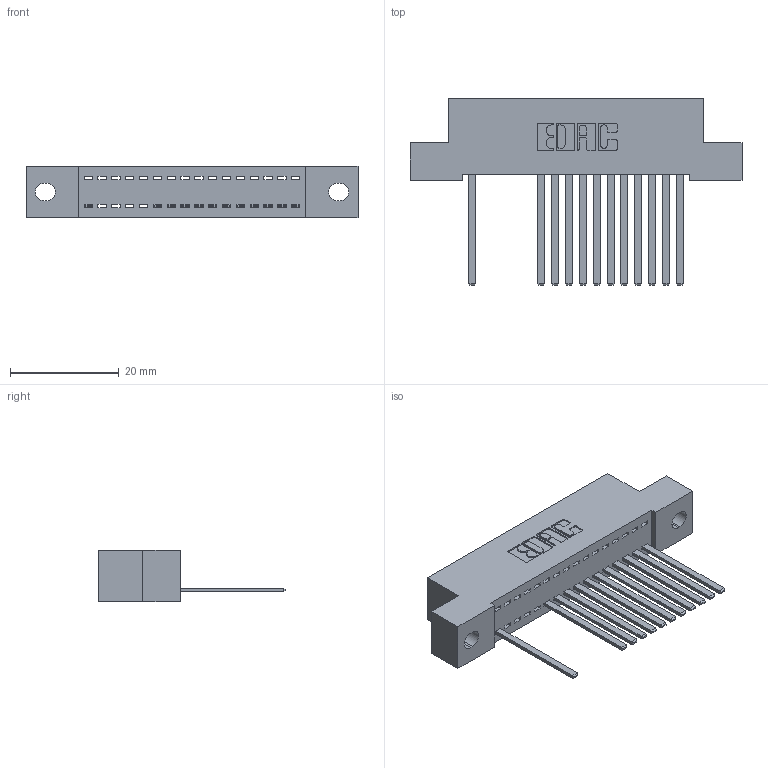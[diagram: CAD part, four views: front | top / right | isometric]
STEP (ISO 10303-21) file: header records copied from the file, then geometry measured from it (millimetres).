
FILE_DESCRIPTION (( 'STEP AP203' ), '1' );
FILE_NAME ('392-016-544-102.STEP', '2018-08-15T02:14:00', ( '' ), ( '' ), 'SwSTEP 2.0', 'SolidWorks 2016', '' );
FILE_SCHEMA (( 'CONFIG_CONTROL_DESIGN' ));
Length unit declared in the file: inch
Products named in the file (3): 342 Part_.128 Slot; 345-292-001_345-293-144; 392-016-544-102
Assembly tree (13 placements, depth 2):
  392-016-544-102
    342 Part_.128 Slot
    345-292-001_345-293-144  x12
Bounding box: 60.96 x 34.3 x 9.4 mm (x, y, z)
Volume: 5290.3 mm3; surface area: 7201.2 mm2
Topology: 13 solids, 13 shells, 786 faces, 2375 edges, 1566 vertices
Faces by surface type: plane 574, cylinder 212
Entity records: 12835 total; most frequent: CARTESIAN_POINT 2242, ORIENTED_EDGE 2198, DIRECTION 1935, EDGE_CURVE 1099, LINE 975, VECTOR 975, VERTEX_POINT 730, AXIS2_PLACEMENT_3D 480
